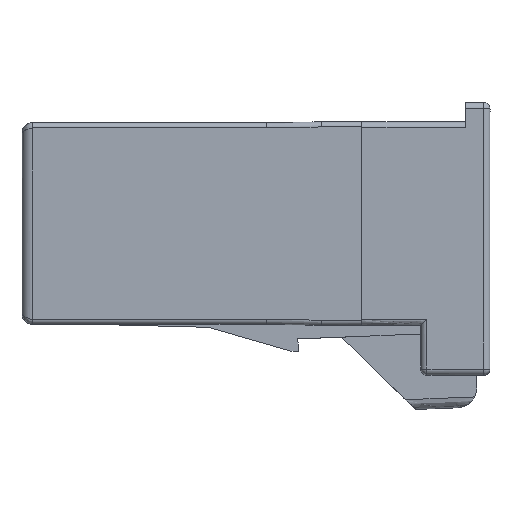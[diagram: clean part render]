
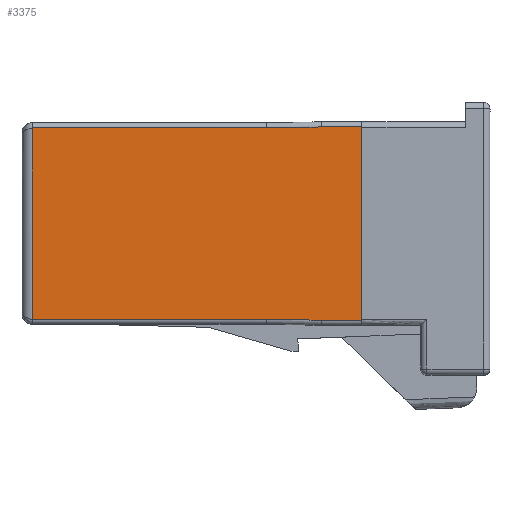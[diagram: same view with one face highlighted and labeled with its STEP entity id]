
A CAD part, left-side view. The second image highlights one B-rep face of the part: STEP entity #3375.
In plain terms, the highlighted planar face has unit normal (-1, 0, 0).
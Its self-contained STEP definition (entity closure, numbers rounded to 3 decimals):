
#2581=CARTESIAN_POINT('',(-6.4,-16.7,-6.95));
#2582=VERTEX_POINT('',#2581);
#2633=CARTESIAN_POINT('',(-6.4,-16.7,2.55));
#2634=VERTEX_POINT('',#2633);
#2642=CARTESIAN_POINT('',(-6.4,-16.7,2.55));
#2643=DIRECTION('',(0.,0.,-1.));
#2644=VECTOR('',#2643,9.5);
#2645=LINE('',#2642,#2644);
#2646=EDGE_CURVE('',#2634,#2582,#2645,.T.);
#3313=CARTESIAN_POINT('',(-6.4,-11.5,-2.2));
#3314=DIRECTION('',(0.,0.,-1.));
#3315=DIRECTION('',(-1.,-0.,-0.));
#3316=AXIS2_PLACEMENT_3D('',#3313,#3315,#3314);
#3317=PLANE('',#3316);
#3318=CARTESIAN_POINT('',(-6.4,-0.5,-6.9));
#3319=VERTEX_POINT('',#3318);
#3320=CARTESIAN_POINT('',(-6.4,-12.002,-6.9));
#3321=VERTEX_POINT('',#3320);
#3322=CARTESIAN_POINT('',(-6.4,-0.5,-6.9));
#3323=DIRECTION('',(0.,-1.,0.));
#3324=VECTOR('',#3323,11.502);
#3325=LINE('',#3322,#3324);
#3326=EDGE_CURVE('',#3319,#3321,#3325,.T.);
#3327=ORIENTED_EDGE('',*,*,#3326,.T.);
#3328=CARTESIAN_POINT('',(-6.4,-14.702,-6.95));
#3329=VERTEX_POINT('',#3328);
#3330=CARTESIAN_POINT('',(-6.4,-12.002,-6.9));
#3331=DIRECTION('',(0.,-1.,-0.019));
#3332=VECTOR('',#3331,2.7);
#3333=LINE('',#3330,#3332);
#3334=EDGE_CURVE('',#3321,#3329,#3333,.T.);
#3335=ORIENTED_EDGE('',*,*,#3334,.T.);
#3336=CARTESIAN_POINT('',(-6.4,-14.702,-6.95));
#3337=DIRECTION('',(0.,-1.,0.));
#3338=VECTOR('',#3337,1.998);
#3339=LINE('',#3336,#3338);
#3340=EDGE_CURVE('',#3329,#2582,#3339,.T.);
#3341=ORIENTED_EDGE('',*,*,#3340,.T.);
#3342=ORIENTED_EDGE('',*,*,#2646,.F.);
#3343=CARTESIAN_POINT('',(-6.4,-14.702,2.55));
#3344=VERTEX_POINT('',#3343);
#3345=CARTESIAN_POINT('',(-6.4,-16.7,2.55));
#3346=DIRECTION('',(0.,1.,0.));
#3347=VECTOR('',#3346,1.998);
#3348=LINE('',#3345,#3347);
#3349=EDGE_CURVE('',#2634,#3344,#3348,.T.);
#3350=ORIENTED_EDGE('',*,*,#3349,.T.);
#3351=CARTESIAN_POINT('',(-6.4,-12.002,2.5));
#3352=VERTEX_POINT('',#3351);
#3353=CARTESIAN_POINT('',(-6.4,-14.702,2.55));
#3354=DIRECTION('',(0.,1.,-0.019));
#3355=VECTOR('',#3354,2.7);
#3356=LINE('',#3353,#3355);
#3357=EDGE_CURVE('',#3344,#3352,#3356,.T.);
#3358=ORIENTED_EDGE('',*,*,#3357,.T.);
#3359=CARTESIAN_POINT('',(-6.4,-0.5,2.5));
#3360=VERTEX_POINT('',#3359);
#3361=CARTESIAN_POINT('',(-6.4,-12.002,2.5));
#3362=DIRECTION('',(0.,1.,0.));
#3363=VECTOR('',#3362,11.502);
#3364=LINE('',#3361,#3363);
#3365=EDGE_CURVE('',#3352,#3360,#3364,.T.);
#3366=ORIENTED_EDGE('',*,*,#3365,.T.);
#3367=CARTESIAN_POINT('',(-6.4,-0.5,2.5));
#3368=DIRECTION('',(0.,0.,-1.));
#3369=VECTOR('',#3368,9.4);
#3370=LINE('',#3367,#3369);
#3371=EDGE_CURVE('',#3360,#3319,#3370,.T.);
#3372=ORIENTED_EDGE('',*,*,#3371,.T.);
#3373=EDGE_LOOP('',(#3327,#3335,#3341,#3342,#3350,#3358,#3366,#3372));
#3374=FACE_OUTER_BOUND('',#3373,.T.);
#3375=ADVANCED_FACE('',(#3374),#3317,.T.);
